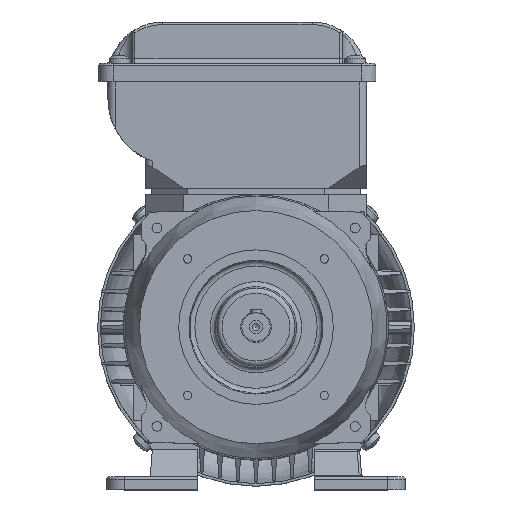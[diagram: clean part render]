
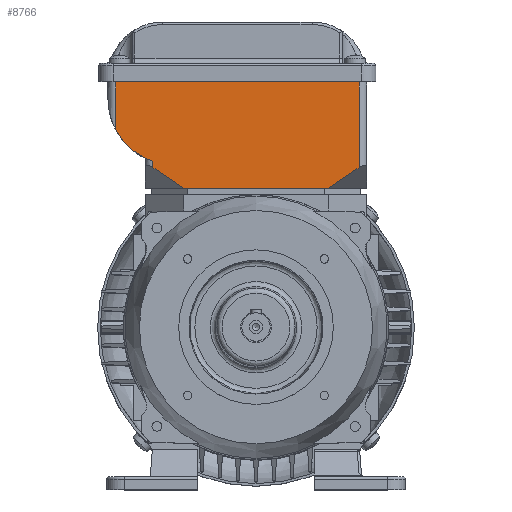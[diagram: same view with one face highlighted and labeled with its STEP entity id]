
A CAD part, top view. The second image highlights one B-rep face of the part: STEP entity #8766.
In plain terms, the highlighted planar face has unit normal (0, 0, 1).
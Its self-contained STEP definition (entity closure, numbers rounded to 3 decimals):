
#5717=CIRCLE('',#45925,26.);
#8766=ADVANCED_FACE('',(#11869),#9945,.T.);
#9945=PLANE('',#45926);
#11869=FACE_OUTER_BOUND('',#14539,.T.);
#14539=EDGE_LOOP('',(#25962,#25963,#25964,#25965,#25966,#25967,#25968,#25969));
#25962=ORIENTED_EDGE('',*,*,#35899,.T.);
#25963=ORIENTED_EDGE('',*,*,#35900,.T.);
#25964=ORIENTED_EDGE('',*,*,#35901,.T.);
#25965=ORIENTED_EDGE('',*,*,#35897,.T.);
#25966=ORIENTED_EDGE('',*,*,#35896,.T.);
#25967=ORIENTED_EDGE('',*,*,#35902,.F.);
#25968=ORIENTED_EDGE('',*,*,#35881,.T.);
#25969=ORIENTED_EDGE('',*,*,#35903,.T.);
#30097=VERTEX_POINT('',#77605);
#30098=VERTEX_POINT('',#77607);
#30108=VERTEX_POINT('',#77654);
#30109=VERTEX_POINT('',#77656);
#30110=VERTEX_POINT('',#77660);
#30111=VERTEX_POINT('',#77664);
#30112=VERTEX_POINT('',#77665);
#30113=VERTEX_POINT('',#77667);
#35881=EDGE_CURVE('',#30098,#30097,#39000,.T.);
#35896=EDGE_CURVE('',#30108,#30109,#39010,.T.);
#35897=EDGE_CURVE('',#30110,#30108,#39011,.T.);
#35899=EDGE_CURVE('',#30111,#30112,#39013,.T.);
#35900=EDGE_CURVE('',#30112,#30113,#39014,.T.);
#35901=EDGE_CURVE('',#30113,#30110,#39015,.T.);
#35902=EDGE_CURVE('',#30098,#30109,#39016,.T.);
#35903=EDGE_CURVE('',#30097,#30111,#5717,.T.);
#39000=LINE('',#77606,#42084);
#39010=LINE('',#77657,#42094);
#39011=LINE('',#77659,#42095);
#39013=LINE('',#77663,#42097);
#39014=LINE('',#77666,#42098);
#39015=LINE('',#77668,#42099);
#39016=LINE('',#77669,#42100);
#42084=VECTOR('',#56541,1.);
#42094=VECTOR('',#56565,1.);
#42095=VECTOR('',#56568,1.);
#42097=VECTOR('',#56572,1.);
#42098=VECTOR('',#56573,1.);
#42099=VECTOR('',#56574,1.);
#42100=VECTOR('',#56575,1.);
#45925=AXIS2_PLACEMENT_3D('',#77670,#56576,#56577);
#45926=AXIS2_PLACEMENT_3D('',#77671,#56578,#56579);
#56541=DIRECTION('',(0.,-1.,0.));
#56565=DIRECTION('',(0.,1.,0.));
#56568=DIRECTION('',(0.832,0.555,0.));
#56572=DIRECTION('',(0.,-1.,0.));
#56573=DIRECTION('',(0.832,-0.555,0.));
#56574=DIRECTION('',(1.,0.,0.));
#56575=DIRECTION('',(1.,0.,0.));
#56576=DIRECTION('',(0.,0.,1.));
#56577=DIRECTION('',(-0.885,-0.466,0.));
#56578=DIRECTION('',(0.,0.,1.));
#56579=DIRECTION('',(-1.,0.,0.));
#77605=CARTESIAN_POINT('',(-64.933,-7.25,52.319));
#77606=CARTESIAN_POINT('',(-64.933,11.875,52.319));
#77607=CARTESIAN_POINT('',(-64.933,11.875,52.319));
#77654=CARTESIAN_POINT('',(29.567,-22.125,52.319));
#77656=CARTESIAN_POINT('',(29.567,11.875,52.319));
#77657=CARTESIAN_POINT('',(29.567,-22.125,52.319));
#77659=CARTESIAN_POINT('',(17.567,-30.125,52.319));
#77660=CARTESIAN_POINT('',(17.567,-30.125,52.319));
#77663=CARTESIAN_POINT('',(-50.433,-19.697,52.319));
#77664=CARTESIAN_POINT('',(-50.433,-19.697,52.319));
#77665=CARTESIAN_POINT('',(-50.433,-22.125,52.319));
#77666=CARTESIAN_POINT('',(-50.433,-22.125,52.319));
#77667=CARTESIAN_POINT('',(-38.433,-30.125,52.319));
#77668=CARTESIAN_POINT('',(-38.433,-30.125,52.319));
#77669=CARTESIAN_POINT('',(-64.933,11.875,52.319));
#77670=CARTESIAN_POINT('',(-41.933,4.875,52.319));
#77671=CARTESIAN_POINT('',(44.167,11.975,52.319));
